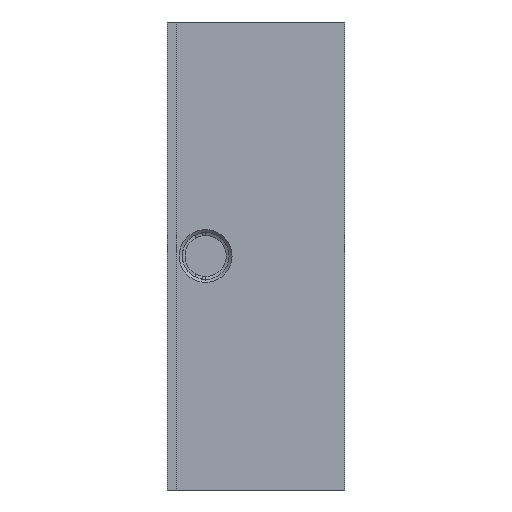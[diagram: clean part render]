
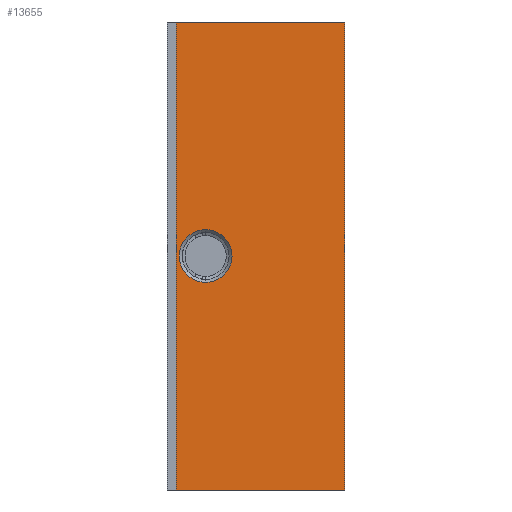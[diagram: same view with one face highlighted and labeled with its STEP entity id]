
A CAD part, left-side view. The second image highlights one B-rep face of the part: STEP entity #13655.
In plain terms, the highlighted planar face has unit normal (-1, 0, 0).
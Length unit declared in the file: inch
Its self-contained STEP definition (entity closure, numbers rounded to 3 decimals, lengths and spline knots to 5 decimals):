
#9 = DIRECTION ( 'NONE',  ( -1., 0., 0. ) ) ;
#123 = ORIENTED_EDGE ( 'NONE', *, *, #3822, .F. ) ;
#1452 = AXIS2_PLACEMENT_3D ( 'NONE', #12117, #9, #6818 ) ;
#1645 = EDGE_LOOP ( 'NONE', ( #123, #11258 ) ) ;
#3189 = VERTEX_POINT ( 'NONE', #8092 ) ;
#3302 = LINE ( 'NONE', #8661, #17366 ) ;
#3581 = VERTEX_POINT ( 'NONE', #6471 ) ;
#3589 = DIRECTION ( 'NONE',  ( 0., 1., 0. ) ) ;
#3717 = CIRCLE ( 'NONE', #1452, 0.141 ) ;
#3779 = CARTESIAN_POINT ( 'NONE',  ( 0., 0., 2.5 ) ) ;
#3822 = EDGE_CURVE ( 'NONE', #3189, #15433, #3717, .T. ) ;
#3915 = ORIENTED_EDGE ( 'NONE', *, *, #11496, .F. ) ;
#4119 = CIRCLE ( 'NONE', #10024, 0.141 ) ;
#4208 = DIRECTION ( 'NONE',  ( 0., -1., 0. ) ) ;
#4485 = CARTESIAN_POINT ( 'NONE',  ( 0., 0.744, 1.109 ) ) ;
#4912 = DIRECTION ( 'NONE',  ( 1., 0., 0. ) ) ;
#5173 = FACE_BOUND ( 'NONE', #1645, .T. ) ;
#5452 = VERTEX_POINT ( 'NONE', #5695 ) ;
#5695 = CARTESIAN_POINT ( 'NONE',  ( 0., 0., 0. ) ) ;
#6257 = CARTESIAN_POINT ( 'NONE',  ( 0., 0.9, 0. ) ) ;
#6471 = CARTESIAN_POINT ( 'NONE',  ( 0., 0.9, 2.5 ) ) ;
#6524 = EDGE_CURVE ( 'NONE', #3581, #11832, #3302, .T. ) ;
#6818 = DIRECTION ( 'NONE',  ( 0., 0., 1. ) ) ;
#7015 = CARTESIAN_POINT ( 'NONE',  ( 0., 0.9, 2.5 ) ) ;
#7021 = EDGE_CURVE ( 'NONE', #15433, #3189, #4119, .T. ) ;
#7204 = EDGE_LOOP ( 'NONE', ( #12187, #13238, #3915, #8232 ) ) ;
#7524 = DIRECTION ( 'NONE',  ( 0., 0., -1. ) ) ;
#7523 = AXIS2_PLACEMENT_3D ( 'NONE', #11700, #4912, #3589 ) ;
#8092 = CARTESIAN_POINT ( 'NONE',  ( 0., 0.744, 1.391 ) ) ;
#8232 = ORIENTED_EDGE ( 'NONE', *, *, #6524, .T. ) ;
#8661 = CARTESIAN_POINT ( 'NONE',  ( 0., 0.9, 2.5 ) ) ;
#8804 = VECTOR ( 'NONE', #15826, 39.37008 ) ;
#8979 = DIRECTION ( 'NONE',  ( -1., 0., 0. ) ) ;
#10024 = AXIS2_PLACEMENT_3D ( 'NONE', #13354, #8979, #10240 ) ;
#10240 = DIRECTION ( 'NONE',  ( 0., 0., 1. ) ) ;
#10265 = CARTESIAN_POINT ( 'NONE',  ( 0., 0., 2.5 ) ) ;
#10399 = LINE ( 'NONE', #6257, #8804 ) ;
#11258 = ORIENTED_EDGE ( 'NONE', *, *, #7021, .F. ) ;
#11496 = EDGE_CURVE ( 'NONE', #3581, #15619, #11898, .T. ) ;
#11619 = PLANE ( 'NONE',  #7523 ) ;
#11700 = CARTESIAN_POINT ( 'NONE',  ( 0., 0.9, 2.5 ) ) ;
#11832 = VERTEX_POINT ( 'NONE', #16574 ) ;
#11898 = LINE ( 'NONE', #7015, #12720 ) ;
#12117 = CARTESIAN_POINT ( 'NONE',  ( 0., 0.744, 1.25 ) ) ;
#12187 = ORIENTED_EDGE ( 'NONE', *, *, #13268, .T. ) ;
#12720 = VECTOR ( 'NONE', #4208, 39.37008 ) ;
#12930 = EDGE_CURVE ( 'NONE', #15619, #5452, #13145, .T. ) ;
#13145 = LINE ( 'NONE', #10265, #13940 ) ;
#13238 = ORIENTED_EDGE ( 'NONE', *, *, #12930, .F. ) ;
#13268 = EDGE_CURVE ( 'NONE', #11832, #5452, #10399, .T. ) ;
#13354 = CARTESIAN_POINT ( 'NONE',  ( 0., 0.744, 1.25 ) ) ;
#13655 = ADVANCED_FACE ( 'NONE', ( #5173, #14583 ), #11619, .F. ) ;
#13940 = VECTOR ( 'NONE', #7524, 39.37008 ) ;
#14583 = FACE_OUTER_BOUND ( 'NONE', #7204, .T. ) ;
#15433 = VERTEX_POINT ( 'NONE', #4485 ) ;
#15619 = VERTEX_POINT ( 'NONE', #3779 ) ;
#15826 = DIRECTION ( 'NONE',  ( 0., -1., 0. ) ) ;
#16574 = CARTESIAN_POINT ( 'NONE',  ( 0., 0.9, 0. ) ) ;
#16858 = DIRECTION ( 'NONE',  ( 0., 0., -1. ) ) ;
#17366 = VECTOR ( 'NONE', #16858, 39.37008 ) ;
